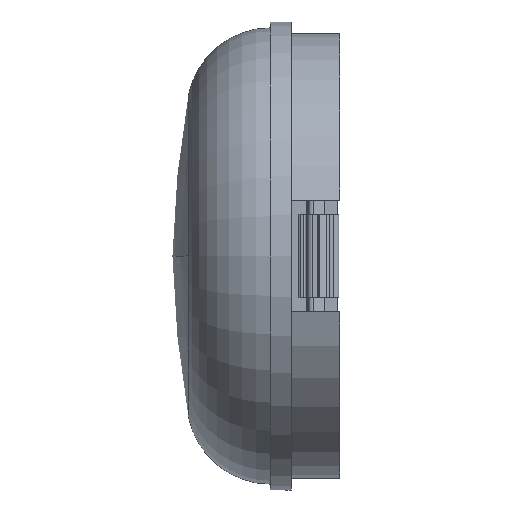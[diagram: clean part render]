
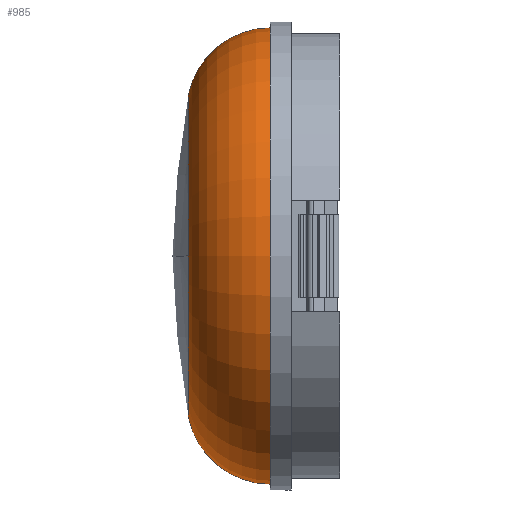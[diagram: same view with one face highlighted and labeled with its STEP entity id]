
A CAD part, left-side view. The second image highlights one B-rep face of the part: STEP entity #985.
In plain terms, the highlighted toroidal (fillet/blend) face has major radius 43.25 mm and minor radius 25 mm.
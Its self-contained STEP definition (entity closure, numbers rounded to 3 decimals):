
#67 = CARTESIAN_POINT ( 'NONE',  ( 0., 45.211, 48.172 ) ) ;
#164 = CARTESIAN_POINT ( 'NONE',  ( 0., 20.7, -43.25 ) ) ;
#236 = DIRECTION ( 'NONE',  ( 0., 0., -1. ) ) ;
#499 = ORIENTED_EDGE ( 'NONE', *, *, #4207, .T. ) ;
#523 = ORIENTED_EDGE ( 'NONE', *, *, #4329, .F. ) ;
#526 = DIRECTION ( 'NONE',  ( 0., -1., 0. ) ) ;
#574 = CIRCLE ( 'NONE', #1803, 25. ) ;
#881 = CARTESIAN_POINT ( 'NONE',  ( 0., 20.7, 0. ) ) ;
#985 = ADVANCED_FACE ( 'NONE', ( #1797 ), #2675, .T. ) ;
#999 = AXIS2_PLACEMENT_3D ( 'NONE', #881, #526, #2888 ) ;
#1175 = AXIS2_PLACEMENT_3D ( 'NONE', #164, #4048, #4461 ) ;
#1361 = VERTEX_POINT ( 'NONE', #67 ) ;
#1420 = EDGE_LOOP ( 'NONE', ( #2396, #499, #2828, #1522, #523 ) ) ;
#1522 = ORIENTED_EDGE ( 'NONE', *, *, #4347, .T. ) ;
#1739 = EDGE_CURVE ( 'NONE', #1361, #2690, #574, .T. ) ;
#1797 = FACE_OUTER_BOUND ( 'NONE', #1420, .T. ) ;
#1803 = AXIS2_PLACEMENT_3D ( 'NONE', #3806, #2988, #2659 ) ;
#1886 = CARTESIAN_POINT ( 'NONE',  ( 0., 45.211, 0. ) ) ;
#2229 = CARTESIAN_POINT ( 'NONE',  ( 0., 20.7, 68.25 ) ) ;
#2396 = ORIENTED_EDGE ( 'NONE', *, *, #1739, .F. ) ;
#2523 = CARTESIAN_POINT ( 'NONE',  ( 0., 45.211, -48.172 ) ) ;
#2659 = DIRECTION ( 'NONE',  ( 0., 0., -1. ) ) ;
#2675 = TOROIDAL_SURFACE ( 'NONE', #3815, 43.25, 25. ) ;
#2690 = VERTEX_POINT ( 'NONE', #2229 ) ;
#2765 = VERTEX_POINT ( 'NONE', #3119 ) ;
#2828 = ORIENTED_EDGE ( 'NONE', *, *, #4998, .T. ) ;
#2888 = DIRECTION ( 'NONE',  ( 0., 0., -1. ) ) ;
#2964 = CIRCLE ( 'NONE', #999, 68.25 ) ;
#2988 = DIRECTION ( 'NONE',  ( 1., 0., 0. ) ) ;
#3119 = CARTESIAN_POINT ( 'NONE',  ( 0., 20.7, -68.25 ) ) ;
#3145 = DIRECTION ( 'NONE',  ( 0., 0., -1. ) ) ;
#3214 = AXIS2_PLACEMENT_3D ( 'NONE', #1886, #5064, #3145 ) ;
#3341 = VERTEX_POINT ( 'NONE', #2523 ) ;
#3390 = CARTESIAN_POINT ( 'NONE',  ( 0., 45.211, 0. ) ) ;
#3392 = DIRECTION ( 'NONE',  ( 0., -1., 0. ) ) ;
#3710 = CIRCLE ( 'NONE', #3214, 48.172 ) ;
#3806 = CARTESIAN_POINT ( 'NONE',  ( 0., 20.7, 43.25 ) ) ;
#3815 = AXIS2_PLACEMENT_3D ( 'NONE', #4112, #3392, #236 ) ;
#3870 = CIRCLE ( 'NONE', #1175, 25. ) ;
#4048 = DIRECTION ( 'NONE',  ( -1., 0., 0. ) ) ;
#4112 = CARTESIAN_POINT ( 'NONE',  ( 0., 20.7, 0. ) ) ;
#4146 = VERTEX_POINT ( 'NONE', #4826 ) ;
#4196 = CIRCLE ( 'NONE', #4851, 48.172 ) ;
#4207 = EDGE_CURVE ( 'NONE', #1361, #4146, #3710, .T. ) ;
#4329 = EDGE_CURVE ( 'NONE', #2690, #2765, #2964, .T. ) ;
#4347 = EDGE_CURVE ( 'NONE', #3341, #2765, #3870, .T. ) ;
#4461 = DIRECTION ( 'NONE',  ( 0., 0., 1. ) ) ;
#4499 = DIRECTION ( 'NONE',  ( 0., 0., -1. ) ) ;
#4826 = CARTESIAN_POINT ( 'NONE',  ( -48.172, 45.211, 0. ) ) ;
#4851 = AXIS2_PLACEMENT_3D ( 'NONE', #3390, #4880, #4499 ) ;
#4880 = DIRECTION ( 'NONE',  ( 0., -1., 0. ) ) ;
#4998 = EDGE_CURVE ( 'NONE', #4146, #3341, #4196, .T. ) ;
#5064 = DIRECTION ( 'NONE',  ( 0., -1., 0. ) ) ;
